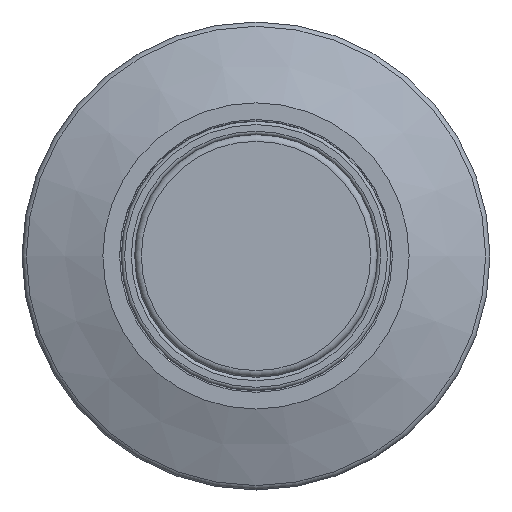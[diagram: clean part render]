
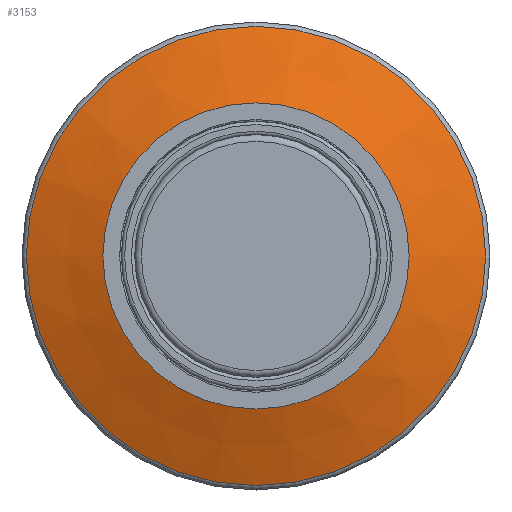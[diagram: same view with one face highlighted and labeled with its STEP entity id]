
A CAD part, top view. The second image highlights one B-rep face of the part: STEP entity #3153.
In plain terms, the highlighted conical face has half-angle 69.585 degrees and reference radius 5.79 mm.
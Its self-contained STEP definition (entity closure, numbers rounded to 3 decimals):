
#95=CONICAL_SURFACE('',#3401,5.79,1.214);
#269=FACE_OUTER_BOUND('',#459,.T.);
#459=EDGE_LOOP('',(#2409,#2410,#2411,#2412));
#615=CIRCLE('',#3399,6.87);
#617=CIRCLE('',#3402,4.58);
#879=LINE('',#9746,#1117);
#1117=VECTOR('',#3743,5.79);
#1413=VERTEX_POINT('',#9740);
#1414=VERTEX_POINT('',#9744);
#1777=EDGE_CURVE('',#1413,#1413,#615,.T.);
#1779=EDGE_CURVE('',#1414,#1414,#617,.T.);
#1780=EDGE_CURVE('',#1414,#1413,#879,.T.);
#2409=ORIENTED_EDGE('',*,*,#1779,.F.);
#2410=ORIENTED_EDGE('',*,*,#1780,.T.);
#2411=ORIENTED_EDGE('',*,*,#1777,.F.);
#2412=ORIENTED_EDGE('',*,*,#1780,.F.);
#3153=ADVANCED_FACE('',(#269),#95,.T.);
#3399=AXIS2_PLACEMENT_3D('',#9741,#3735,#3736);
#3401=AXIS2_PLACEMENT_3D('',#9743,#3739,#3740);
#3402=AXIS2_PLACEMENT_3D('',#9745,#3741,#3742);
#3735=DIRECTION('center_axis',(0.,0.,-1.));
#3736=DIRECTION('ref_axis',(-1.,0.,0.));
#3739=DIRECTION('center_axis',(0.,0.,-1.));
#3740=DIRECTION('ref_axis',(1.,0.,0.));
#3741=DIRECTION('center_axis',(0.,0.,1.));
#3742=DIRECTION('ref_axis',(1.,0.,0.));
#3743=DIRECTION('',(-0.937,0.,-0.349));
#9740=CARTESIAN_POINT('',(-6.87,0.,0.548));
#9741=CARTESIAN_POINT('Origin',(0.,0.,
0.548));
#9743=CARTESIAN_POINT('Origin',(0.,0.,0.95));
#9744=CARTESIAN_POINT('',(-4.58,0.,1.401));
#9745=CARTESIAN_POINT('Origin',(0.,0.,1.401));
#9746=CARTESIAN_POINT('',(-5.79,0.,0.95));
